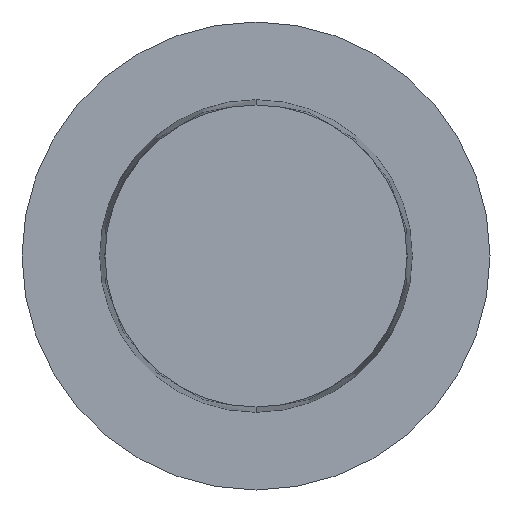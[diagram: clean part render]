
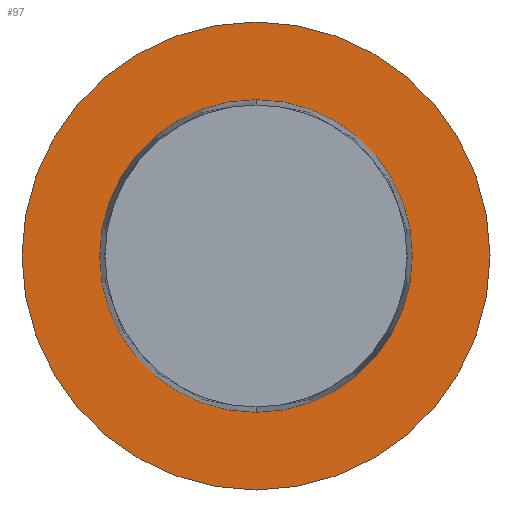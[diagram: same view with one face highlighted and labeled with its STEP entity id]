
A CAD part, front view. The second image highlights one B-rep face of the part: STEP entity #97.
In plain terms, the highlighted planar face has unit normal (0, -1, 0).
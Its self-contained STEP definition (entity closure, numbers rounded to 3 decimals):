
#13 = VERTEX_POINT ( 'NONE', #460 ) ;
#18 = VERTEX_POINT ( 'NONE', #447 ) ;
#23 = EDGE_CURVE ( 'NONE', #18, #13, #443, .T. ) ;
#40 = VERTEX_POINT ( 'NONE', #364 ) ;
#42 = EDGE_CURVE ( 'NONE', #40, #43, #363, .T. ) ;
#43 = VERTEX_POINT ( 'NONE', #358 ) ;
#79 = EDGE_LOOP ( 'NONE', ( #80, #81 ) ) ;
#80 = ORIENTED_EDGE ( 'NONE', *, *, #23, .T. ) ;
#81 = ORIENTED_EDGE ( 'NONE', *, *, #93, .T. ) ;
#93 = EDGE_CURVE ( 'NONE', #13, #18, #709, .T. ) ;
#97 = ADVANCED_FACE ( 'NONE', ( #600, #599 ), #598, .F. ) ;
#246 = EDGE_LOOP ( 'NONE', ( #247, #249 ) ) ;
#247 = ORIENTED_EDGE ( 'NONE', *, *, #248, .F. ) ;
#248 = EDGE_CURVE ( 'NONE', #43, #40, #1194, .T. ) ;
#249 = ORIENTED_EDGE ( 'NONE', *, *, #42, .F. ) ;
#358 = CARTESIAN_POINT ( 'NONE',  ( 0., 12.997, -12.5 ) ) ;
#359 = DIRECTION ( 'NONE',  ( 0., 0., 1. ) ) ;
#360 = DIRECTION ( 'NONE',  ( 0., 1., 0. ) ) ;
#361 = CARTESIAN_POINT ( 'NONE',  ( 0., 12.997, 0. ) ) ;
#362 = AXIS2_PLACEMENT_3D ( 'NONE', #361, #360, #359 ) ;
#363 = CIRCLE ( 'NONE', #362, 12.5 ) ;
#364 = CARTESIAN_POINT ( 'NONE',  ( 0., 12.997, 12.5 ) ) ;
#439 = DIRECTION ( 'NONE',  ( 0., 0., 1. ) ) ;
#440 = DIRECTION ( 'NONE',  ( 0., 1., 0. ) ) ;
#441 = CARTESIAN_POINT ( 'NONE',  ( 0., 12.997, 0. ) ) ;
#442 = AXIS2_PLACEMENT_3D ( 'NONE', #441, #440, #439 ) ;
#443 = CIRCLE ( 'NONE', #442, 8.35 ) ;
#447 = CARTESIAN_POINT ( 'NONE',  ( 0., 12.997, 8.35 ) ) ;
#460 = CARTESIAN_POINT ( 'NONE',  ( 0., 12.997, -8.35 ) ) ;
#594 = DIRECTION ( 'NONE',  ( 0., 0., 1. ) ) ;
#595 = DIRECTION ( 'NONE',  ( 0., 1., 0. ) ) ;
#596 = CARTESIAN_POINT ( 'NONE',  ( 0., 12.997, 0. ) ) ;
#597 = AXIS2_PLACEMENT_3D ( 'NONE', #596, #595, #594 ) ;
#598 = PLANE ( 'NONE',  #597 ) ;
#599 = FACE_BOUND ( 'NONE', #79, .T. ) ;
#600 = FACE_OUTER_BOUND ( 'NONE', #246, .T. ) ;
#637 = DIRECTION ( 'NONE',  ( 0., 0., 1. ) ) ;
#638 = DIRECTION ( 'NONE',  ( 0., 1., 0. ) ) ;
#639 = AXIS2_PLACEMENT_3D ( 'NONE', #710, #638, #637 ) ;
#709 = CIRCLE ( 'NONE', #639, 8.35 ) ;
#710 = CARTESIAN_POINT ( 'NONE',  ( 0., 12.997, 0. ) ) ;
#1190 = DIRECTION ( 'NONE',  ( 0., 0., 1. ) ) ;
#1191 = DIRECTION ( 'NONE',  ( 0., 1., 0. ) ) ;
#1192 = CARTESIAN_POINT ( 'NONE',  ( 0., 12.997, 0. ) ) ;
#1193 = AXIS2_PLACEMENT_3D ( 'NONE', #1192, #1191, #1190 ) ;
#1194 = CIRCLE ( 'NONE', #1193, 12.5 ) ;
